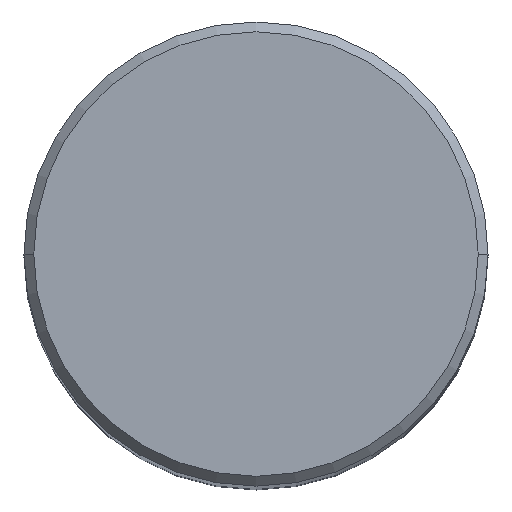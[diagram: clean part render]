
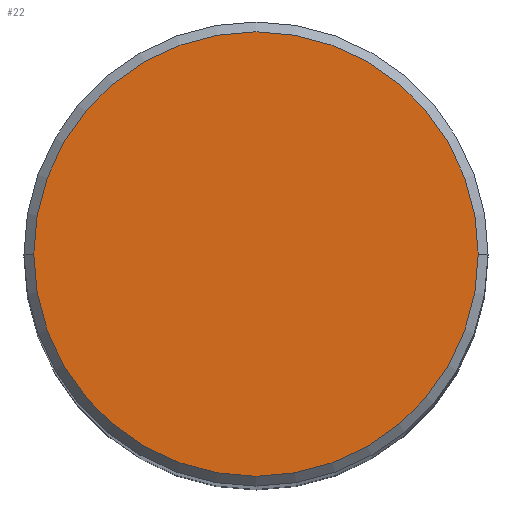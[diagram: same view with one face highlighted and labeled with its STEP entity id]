
A CAD part, top view. The second image highlights one B-rep face of the part: STEP entity #22.
In plain terms, the highlighted planar face has unit normal (0, 0, 1).
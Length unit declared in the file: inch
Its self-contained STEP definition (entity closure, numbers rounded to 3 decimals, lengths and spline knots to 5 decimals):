
#6 = EDGE_CURVE ( 'NONE', #229, #52, #224, .T. ) ;
#22 = ADVANCED_FACE ( 'NONE', ( #220 ), #123, .T. ) ;
#32 = AXIS2_PLACEMENT_3D ( 'NONE', #245, #200, #61 ) ;
#47 = CARTESIAN_POINT ( 'NONE',  ( -0.33933, 0., 3.62205 ) ) ;
#50 = DIRECTION ( 'NONE',  ( 0., 0., 1. ) ) ;
#52 = VERTEX_POINT ( 'NONE', #72 ) ;
#53 = DIRECTION ( 'NONE',  ( 1., 0., 0. ) ) ;
#54 = CARTESIAN_POINT ( 'NONE',  ( 0., 0., 3.62205 ) ) ;
#56 = CIRCLE ( 'NONE', #32, 0.33933 ) ;
#61 = DIRECTION ( 'NONE',  ( 1., 0., 0. ) ) ;
#72 = CARTESIAN_POINT ( 'NONE',  ( 0.33933, 0., 3.62205 ) ) ;
#123 = PLANE ( 'NONE',  #275 ) ;
#147 = AXIS2_PLACEMENT_3D ( 'NONE', #244, #50, #53 ) ;
#199 = EDGE_CURVE ( 'NONE', #52, #229, #56, .T. ) ;
#200 = DIRECTION ( 'NONE',  ( 0., 0., 1. ) ) ;
#205 = ORIENTED_EDGE ( 'NONE', *, *, #199, .T. ) ;
#220 = FACE_OUTER_BOUND ( 'NONE', #278, .T. ) ;
#224 = CIRCLE ( 'NONE', #147, 0.33933 ) ;
#229 = VERTEX_POINT ( 'NONE', #47 ) ;
#239 = DIRECTION ( 'NONE',  ( 1., 0., 0. ) ) ;
#244 = CARTESIAN_POINT ( 'NONE',  ( 0., 0., 3.62205 ) ) ;
#245 = CARTESIAN_POINT ( 'NONE',  ( 0., 0., 3.62205 ) ) ;
#275 = AXIS2_PLACEMENT_3D ( 'NONE', #54, #285, #239 ) ;
#278 = EDGE_LOOP ( 'NONE', ( #280, #205 ) ) ;
#280 = ORIENTED_EDGE ( 'NONE', *, *, #6, .T. ) ;
#285 = DIRECTION ( 'NONE',  ( 0., 0., 1. ) ) ;
